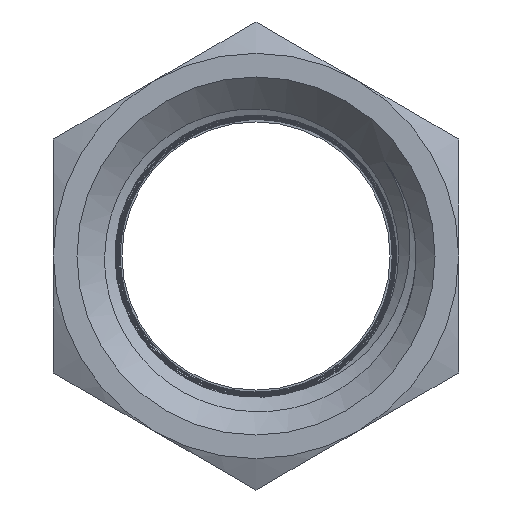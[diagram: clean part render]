
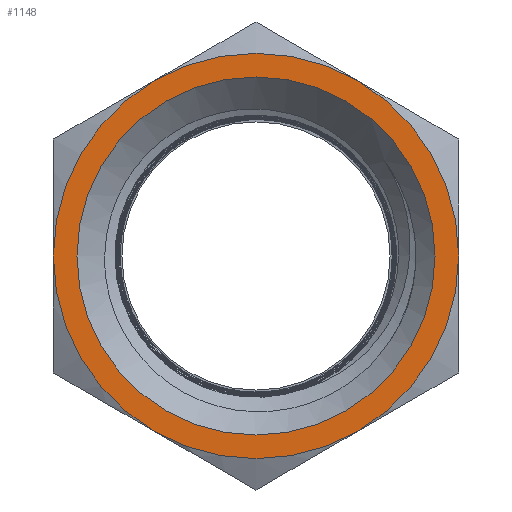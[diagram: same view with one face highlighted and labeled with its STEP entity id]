
A CAD part, left-side view. The second image highlights one B-rep face of the part: STEP entity #1148.
In plain terms, the highlighted face is planar.
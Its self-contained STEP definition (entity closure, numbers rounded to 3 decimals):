
#51=FACE_BOUND('',#325,.T.);
#61=PLANE('',#1234);
#257=FACE_OUTER_BOUND('',#324,.T.);
#324=EDGE_LOOP('',(#1008,#1009,#1010,#1011,#1012,#1013));
#325=EDGE_LOOP('',(#1014));
#425=CIRCLE('',#1185,11.922);
#433=CIRCLE('',#1221,13.494);
#434=CIRCLE('',#1223,13.494);
#435=CIRCLE('',#1225,13.494);
#436=CIRCLE('',#1227,13.494);
#437=CIRCLE('',#1229,13.494);
#438=CIRCLE('',#1231,13.494);
#490=VERTEX_POINT('',#3077);
#541=VERTEX_POINT('',#5239);
#544=VERTEX_POINT('',#5257);
#546=VERTEX_POINT('',#5267);
#548=VERTEX_POINT('',#5277);
#550=VERTEX_POINT('',#5287);
#551=VERTEX_POINT('',#5295);
#621=EDGE_CURVE('',#490,#490,#425,.T.);
#710=EDGE_CURVE('',#541,#548,#433,.T.);
#711=EDGE_CURVE('',#544,#541,#434,.T.);
#712=EDGE_CURVE('',#548,#550,#435,.T.);
#713=EDGE_CURVE('',#550,#551,#436,.T.);
#714=EDGE_CURVE('',#551,#546,#437,.T.);
#715=EDGE_CURVE('',#546,#544,#438,.T.);
#1008=ORIENTED_EDGE('',*,*,#714,.T.);
#1009=ORIENTED_EDGE('',*,*,#715,.T.);
#1010=ORIENTED_EDGE('',*,*,#711,.T.);
#1011=ORIENTED_EDGE('',*,*,#710,.T.);
#1012=ORIENTED_EDGE('',*,*,#712,.T.);
#1013=ORIENTED_EDGE('',*,*,#713,.T.);
#1014=ORIENTED_EDGE('',*,*,#621,.F.);
#1148=ADVANCED_FACE('',(#257,#51),#61,.T.);
#1185=AXIS2_PLACEMENT_3D('',#3079,#1320,#1321);
#1221=AXIS2_PLACEMENT_3D('',#5303,#1412,#1413);
#1223=AXIS2_PLACEMENT_3D('',#5305,#1416,#1417);
#1225=AXIS2_PLACEMENT_3D('',#5307,#1420,#1421);
#1227=AXIS2_PLACEMENT_3D('',#5309,#1424,#1425);
#1229=AXIS2_PLACEMENT_3D('',#5311,#1428,#1429);
#1231=AXIS2_PLACEMENT_3D('',#5313,#1432,#1433);
#1234=AXIS2_PLACEMENT_3D('',#8829,#1438,#1439);
#1320=DIRECTION('center_axis',(1.,0.,0.));
#1321=DIRECTION('ref_axis',(0.,0.,-1.));
#1412=DIRECTION('center_axis',(1.,0.,0.));
#1413=DIRECTION('ref_axis',(0.,0.,-1.));
#1416=DIRECTION('center_axis',(1.,0.,0.));
#1417=DIRECTION('ref_axis',(0.,0.,-1.));
#1420=DIRECTION('center_axis',(1.,0.,0.));
#1421=DIRECTION('ref_axis',(0.,0.,-1.));
#1424=DIRECTION('center_axis',(1.,0.,0.));
#1425=DIRECTION('ref_axis',(0.,0.,-1.));
#1428=DIRECTION('center_axis',(1.,0.,0.));
#1429=DIRECTION('ref_axis',(0.,0.,-1.));
#1432=DIRECTION('center_axis',(1.,0.,0.));
#1433=DIRECTION('ref_axis',(0.,0.,-1.));
#1438=DIRECTION('center_axis',(1.,0.,0.));
#1439=DIRECTION('ref_axis',(0.,0.,-1.));
#3077=CARTESIAN_POINT('',(12.463,0.,11.768));
#3079=CARTESIAN_POINT('Origin',(12.463,0.,-0.154));
#5239=CARTESIAN_POINT('',(12.463,11.686,6.593));
#5257=CARTESIAN_POINT('',(12.463,11.686,-6.901));
#5267=CARTESIAN_POINT('',(12.463,0.,-13.647));
#5277=CARTESIAN_POINT('',(12.463,0.,13.34));
#5287=CARTESIAN_POINT('',(12.463,-11.686,6.593));
#5295=CARTESIAN_POINT('',(12.463,-11.686,-6.901));
#5303=CARTESIAN_POINT('Origin',(12.463,0.,-0.154));
#5305=CARTESIAN_POINT('Origin',(12.463,0.,-0.154));
#5307=CARTESIAN_POINT('Origin',(12.463,0.,-0.154));
#5309=CARTESIAN_POINT('Origin',(12.463,0.,-0.154));
#5311=CARTESIAN_POINT('Origin',(12.463,0.,-0.154));
#5313=CARTESIAN_POINT('Origin',(12.463,0.,-0.154));
#8829=CARTESIAN_POINT('Origin',(12.463,0.,-0.154));
